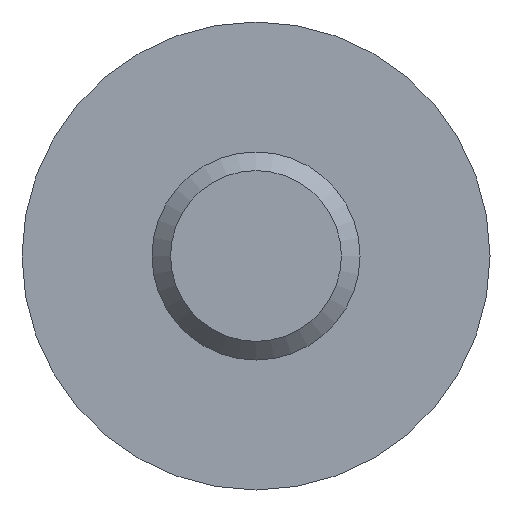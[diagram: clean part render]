
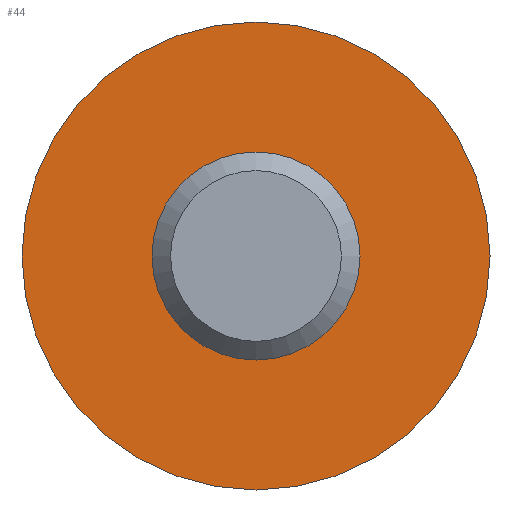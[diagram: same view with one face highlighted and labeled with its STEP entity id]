
A CAD part, front view. The second image highlights one B-rep face of the part: STEP entity #44.
In plain terms, the highlighted planar face has unit normal (0, -1, 0).
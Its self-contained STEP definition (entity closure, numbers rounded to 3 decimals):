
#44 = ADVANCED_FACE( '', ( #95, #96 ), #97, .F. );
#95 = FACE_BOUND( '', #161, .T. );
#96 = FACE_OUTER_BOUND( '', #162, .T. );
#97 = PLANE( '', #163 );
#161 = EDGE_LOOP( '', ( #229 ) );
#162 = EDGE_LOOP( '', ( #230 ) );
#163 = AXIS2_PLACEMENT_3D( '', #231, #232, #233 );
#229 = ORIENTED_EDGE( '', *, *, #329, .F. );
#230 = ORIENTED_EDGE( '', *, *, #330, .T. );
#231 = CARTESIAN_POINT( '', ( 13.5, 0., 0. ) );
#232 = DIRECTION( '', ( 0., 1., 0. ) );
#233 = DIRECTION( '', ( 0., 0., 1. ) );
#329 = EDGE_CURVE( '', #371, #371, #372, .T. );
#330 = EDGE_CURVE( '', #373, #373, #374, .T. );
#371 = VERTEX_POINT( '', #457 );
#372 = CIRCLE( '', #458, 5.7 );
#373 = VERTEX_POINT( '', #459 );
#374 = CIRCLE( '', #460, 13.5 );
#457 = CARTESIAN_POINT( '', ( 0., 0., -5.7 ) );
#458 = AXIS2_PLACEMENT_3D( '', #536, #537, #538 );
#459 = CARTESIAN_POINT( '', ( 0., 0., -13.5 ) );
#460 = AXIS2_PLACEMENT_3D( '', #539, #540, #541 );
#536 = CARTESIAN_POINT( '', ( 0., 0., 0. ) );
#537 = DIRECTION( '', ( 0., -1., 0. ) );
#538 = DIRECTION( '', ( 0., 0., -1. ) );
#539 = CARTESIAN_POINT( '', ( 0., 0., 0. ) );
#540 = DIRECTION( '', ( 0., -1., 0. ) );
#541 = DIRECTION( '', ( 0., 0., -1. ) );
